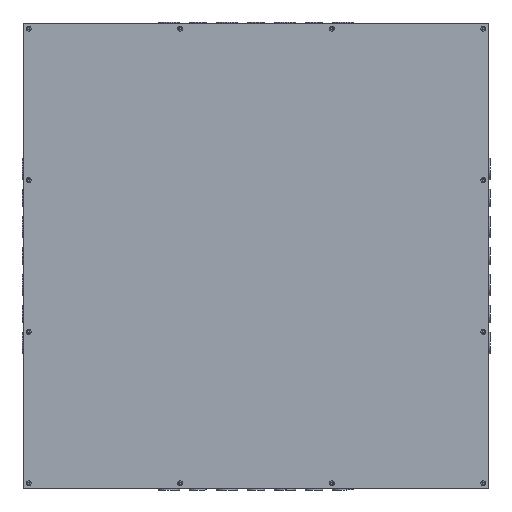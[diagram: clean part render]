
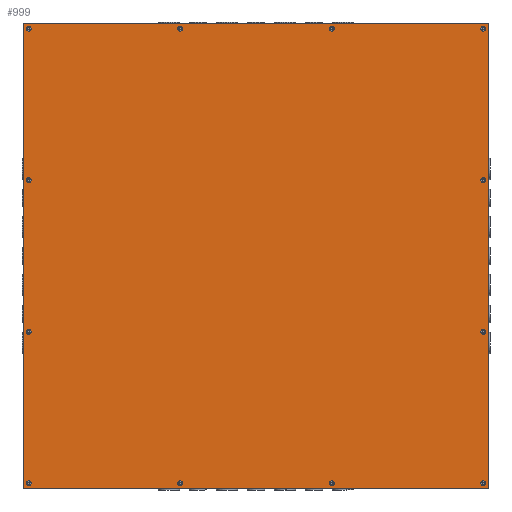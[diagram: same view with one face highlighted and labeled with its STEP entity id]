
A CAD part, front view. The second image highlights one B-rep face of the part: STEP entity #999.
In plain terms, the highlighted planar face has unit normal (0, -1, 0).
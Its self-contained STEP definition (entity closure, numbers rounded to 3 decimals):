
#999 = ADVANCED_FACE( '', ( #2235, #2236, #2237, #2238, #2239, #2240, #2241, #2242, #2243, #2244, #2245, #2246, #2247 ), #2248, .T. );
#2235 = FACE_BOUND( '', #3771, .T. );
#2236 = FACE_BOUND( '', #3772, .T. );
#2237 = FACE_BOUND( '', #3773, .T. );
#2238 = FACE_BOUND( '', #3774, .T. );
#2239 = FACE_BOUND( '', #3775, .T. );
#2240 = FACE_BOUND( '', #3776, .T. );
#2241 = FACE_BOUND( '', #3777, .T. );
#2242 = FACE_BOUND( '', #3778, .T. );
#2243 = FACE_BOUND( '', #3779, .T. );
#2244 = FACE_BOUND( '', #3780, .T. );
#2245 = FACE_BOUND( '', #3781, .T. );
#2246 = FACE_BOUND( '', #3782, .T. );
#2247 = FACE_OUTER_BOUND( '', #3783, .T. );
#2248 = PLANE( '', #3784 );
#3771 = EDGE_LOOP( '', ( #6238 ) );
#3772 = EDGE_LOOP( '', ( #6239 ) );
#3773 = EDGE_LOOP( '', ( #6240 ) );
#3774 = EDGE_LOOP( '', ( #6241 ) );
#3775 = EDGE_LOOP( '', ( #6242 ) );
#3776 = EDGE_LOOP( '', ( #6243 ) );
#3777 = EDGE_LOOP( '', ( #6244 ) );
#3778 = EDGE_LOOP( '', ( #6245 ) );
#3779 = EDGE_LOOP( '', ( #6246 ) );
#3780 = EDGE_LOOP( '', ( #6247 ) );
#3781 = EDGE_LOOP( '', ( #6248 ) );
#3782 = EDGE_LOOP( '', ( #6249 ) );
#3783 = EDGE_LOOP( '', ( #6250, #6251, #6252, #6253 ) );
#3784 = AXIS2_PLACEMENT_3D( '', #6254, #6255, #6256 );
#6238 = ORIENTED_EDGE( '', *, *, #8021, .T. );
#6239 = ORIENTED_EDGE( '', *, *, #8418, .T. );
#6240 = ORIENTED_EDGE( '', *, *, #8419, .T. );
#6241 = ORIENTED_EDGE( '', *, *, #8420, .T. );
#6242 = ORIENTED_EDGE( '', *, *, #8261, .T. );
#6243 = ORIENTED_EDGE( '', *, *, #8326, .T. );
#6244 = ORIENTED_EDGE( '', *, *, #8397, .T. );
#6245 = ORIENTED_EDGE( '', *, *, #8421, .T. );
#6246 = ORIENTED_EDGE( '', *, *, #7962, .T. );
#6247 = ORIENTED_EDGE( '', *, *, #8422, .T. );
#6248 = ORIENTED_EDGE( '', *, *, #8423, .T. );
#6249 = ORIENTED_EDGE( '', *, *, #8424, .T. );
#6250 = ORIENTED_EDGE( '', *, *, #7782, .T. );
#6251 = ORIENTED_EDGE( '', *, *, #8425, .T. );
#6252 = ORIENTED_EDGE( '', *, *, #8426, .T. );
#6253 = ORIENTED_EDGE( '', *, *, #7859, .T. );
#6254 = CARTESIAN_POINT( '', ( 0., 0., 0. ) );
#6255 = DIRECTION( '', ( 0., -1., 0. ) );
#6256 = DIRECTION( '', ( 0., 0., -1. ) );
#7782 = EDGE_CURVE( '', #9066, #9067, #9068, .T. );
#7859 = EDGE_CURVE( '', #9194, #9066, #9195, .T. );
#7962 = EDGE_CURVE( '', #9365, #9365, #9366, .T. );
#8021 = EDGE_CURVE( '', #9463, #9463, #9464, .T. );
#8261 = EDGE_CURVE( '', #9820, #9820, #9821, .T. );
#8326 = EDGE_CURVE( '', #9915, #9915, #9916, .T. );
#8397 = EDGE_CURVE( '', #10010, #10010, #10011, .T. );
#8418 = EDGE_CURVE( '', #10041, #10041, #10042, .T. );
#8419 = EDGE_CURVE( '', #10043, #10043, #10044, .T. );
#8420 = EDGE_CURVE( '', #10045, #10045, #10046, .T. );
#8421 = EDGE_CURVE( '', #10047, #10047, #10048, .T. );
#8422 = EDGE_CURVE( '', #10049, #10049, #10050, .T. );
#8423 = EDGE_CURVE( '', #10051, #10051, #10052, .T. );
#8424 = EDGE_CURVE( '', #10053, #10053, #10054, .T. );
#8425 = EDGE_CURVE( '', #9067, #10055, #10056, .T. );
#8426 = EDGE_CURVE( '', #10055, #9194, #10057, .T. );
#9066 = VERTEX_POINT( '', #10924 );
#9067 = VERTEX_POINT( '', #10925 );
#9068 = LINE( '', #10926, #10927 );
#9194 = VERTEX_POINT( '', #11089 );
#9195 = LINE( '', #11090, #11091 );
#9365 = VERTEX_POINT( '', #11303 );
#9366 = CIRCLE( '', #11304, 3.962 );
#9463 = VERTEX_POINT( '', #11431 );
#9464 = CIRCLE( '', #11432, 3.962 );
#9820 = VERTEX_POINT( '', #11904 );
#9821 = CIRCLE( '', #11905, 3.962 );
#9915 = VERTEX_POINT( '', #12025 );
#9916 = CIRCLE( '', #12026, 3.962 );
#10010 = VERTEX_POINT( '', #12154 );
#10011 = CIRCLE( '', #12155, 3.962 );
#10041 = VERTEX_POINT( '', #12187 );
#10042 = CIRCLE( '', #12188, 3.962 );
#10043 = VERTEX_POINT( '', #12189 );
#10044 = CIRCLE( '', #12190, 3.962 );
#10045 = VERTEX_POINT( '', #12191 );
#10046 = CIRCLE( '', #12192, 3.962 );
#10047 = VERTEX_POINT( '', #12193 );
#10048 = CIRCLE( '', #12194, 3.962 );
#10049 = VERTEX_POINT( '', #12195 );
#10050 = CIRCLE( '', #12196, 3.962 );
#10051 = VERTEX_POINT( '', #12197 );
#10052 = CIRCLE( '', #12198, 3.962 );
#10053 = VERTEX_POINT( '', #12199 );
#10054 = CIRCLE( '', #12200, 3.962 );
#10055 = VERTEX_POINT( '', #12201 );
#10056 = LINE( '', #12202, #12203 );
#10057 = LINE( '', #12204, #12205 );
#10924 = CARTESIAN_POINT( '', ( -381., 0., 381. ) );
#10925 = CARTESIAN_POINT( '', ( -381., 0., -381. ) );
#10926 = CARTESIAN_POINT( '', ( -381., 0., 381. ) );
#10927 = VECTOR( '', #12888, 1000. );
#11089 = CARTESIAN_POINT( '', ( 381., 0., 381. ) );
#11090 = CARTESIAN_POINT( '', ( 381., 0., 381. ) );
#11091 = VECTOR( '', #13003, 1000. );
#11303 = CARTESIAN_POINT( '', ( -369.113, 0., 373.075 ) );
#11304 = AXIS2_PLACEMENT_3D( '', #13147, #13148, #13149 );
#11431 = CARTESIAN_POINT( '', ( 377.038, 0., 373.075 ) );
#11432 = AXIS2_PLACEMENT_3D( '', #13218, #13219, #13220 );
#11904 = CARTESIAN_POINT( '', ( 128.321, 0., 373.075 ) );
#11905 = AXIS2_PLACEMENT_3D( '', #13504, #13505, #13506 );
#12025 = CARTESIAN_POINT( '', ( 128.321, 0., -373.075 ) );
#12026 = AXIS2_PLACEMENT_3D( '', #13589, #13590, #13591 );
#12154 = CARTESIAN_POINT( '', ( -120.396, 0., 373.075 ) );
#12155 = AXIS2_PLACEMENT_3D( '', #13659, #13660, #13661 );
#12187 = CARTESIAN_POINT( '', ( 377.038, 0., 124.358 ) );
#12188 = AXIS2_PLACEMENT_3D( '', #13691, #13692, #13693 );
#12189 = CARTESIAN_POINT( '', ( 377.038, 0., -124.358 ) );
#12190 = AXIS2_PLACEMENT_3D( '', #13694, #13695, #13696 );
#12191 = CARTESIAN_POINT( '', ( 377.038, 0., -373.075 ) );
#12192 = AXIS2_PLACEMENT_3D( '', #13697, #13698, #13699 );
#12193 = CARTESIAN_POINT( '', ( -120.396, 0., -373.075 ) );
#12194 = AXIS2_PLACEMENT_3D( '', #13700, #13701, #13702 );
#12195 = CARTESIAN_POINT( '', ( -369.113, 0., 124.358 ) );
#12196 = AXIS2_PLACEMENT_3D( '', #13703, #13704, #13705 );
#12197 = CARTESIAN_POINT( '', ( -369.113, 0., -124.358 ) );
#12198 = AXIS2_PLACEMENT_3D( '', #13706, #13707, #13708 );
#12199 = CARTESIAN_POINT( '', ( -369.113, 0., -373.075 ) );
#12200 = AXIS2_PLACEMENT_3D( '', #13709, #13710, #13711 );
#12201 = CARTESIAN_POINT( '', ( 381., 0., -381. ) );
#12202 = CARTESIAN_POINT( '', ( -381., 0., -381. ) );
#12203 = VECTOR( '', #13712, 1000. );
#12204 = CARTESIAN_POINT( '', ( 381., 0., -381. ) );
#12205 = VECTOR( '', #13713, 1000. );
#12888 = DIRECTION( '', ( 0., 0., -1. ) );
#13003 = DIRECTION( '', ( -1., 0., 0. ) );
#13147 = CARTESIAN_POINT( '', ( -373.075, 0., 373.075 ) );
#13148 = DIRECTION( '', ( 0., 1., 0. ) );
#13149 = DIRECTION( '', ( 1., 0., 0. ) );
#13218 = CARTESIAN_POINT( '', ( 373.075, 0., 373.075 ) );
#13219 = DIRECTION( '', ( 0., 1., 0. ) );
#13220 = DIRECTION( '', ( 1., 0., 0. ) );
#13504 = CARTESIAN_POINT( '', ( 124.358, 0., 373.075 ) );
#13505 = DIRECTION( '', ( 0., 1., 0. ) );
#13506 = DIRECTION( '', ( 1., 0., 0. ) );
#13589 = CARTESIAN_POINT( '', ( 124.358, 0., -373.075 ) );
#13590 = DIRECTION( '', ( 0., 1., 0. ) );
#13591 = DIRECTION( '', ( 1., 0., 0. ) );
#13659 = CARTESIAN_POINT( '', ( -124.358, 0., 373.075 ) );
#13660 = DIRECTION( '', ( 0., 1., 0. ) );
#13661 = DIRECTION( '', ( 1., 0., 0. ) );
#13691 = CARTESIAN_POINT( '', ( 373.075, 0., 124.358 ) );
#13692 = DIRECTION( '', ( 0., 1., 0. ) );
#13693 = DIRECTION( '', ( 1., 0., 0. ) );
#13694 = CARTESIAN_POINT( '', ( 373.075, 0., -124.358 ) );
#13695 = DIRECTION( '', ( 0., 1., 0. ) );
#13696 = DIRECTION( '', ( 1., 0., 0. ) );
#13697 = CARTESIAN_POINT( '', ( 373.075, 0., -373.075 ) );
#13698 = DIRECTION( '', ( 0., 1., 0. ) );
#13699 = DIRECTION( '', ( 1., 0., 0. ) );
#13700 = CARTESIAN_POINT( '', ( -124.358, 0., -373.075 ) );
#13701 = DIRECTION( '', ( 0., 1., 0. ) );
#13702 = DIRECTION( '', ( 1., 0., 0. ) );
#13703 = CARTESIAN_POINT( '', ( -373.075, 0., 124.358 ) );
#13704 = DIRECTION( '', ( 0., 1., 0. ) );
#13705 = DIRECTION( '', ( 1., 0., 0. ) );
#13706 = CARTESIAN_POINT( '', ( -373.075, 0., -124.358 ) );
#13707 = DIRECTION( '', ( 0., 1., 0. ) );
#13708 = DIRECTION( '', ( 1., 0., 0. ) );
#13709 = CARTESIAN_POINT( '', ( -373.075, 0., -373.075 ) );
#13710 = DIRECTION( '', ( 0., 1., 0. ) );
#13711 = DIRECTION( '', ( 1., 0., 0. ) );
#13712 = DIRECTION( '', ( 1., 0., 0. ) );
#13713 = DIRECTION( '', ( 0., 0., 1. ) );
